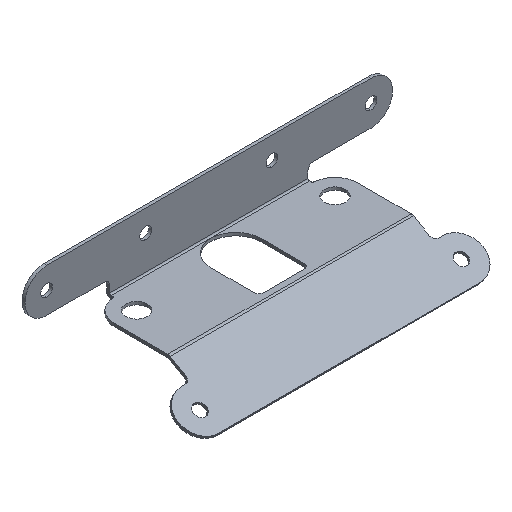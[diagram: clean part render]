
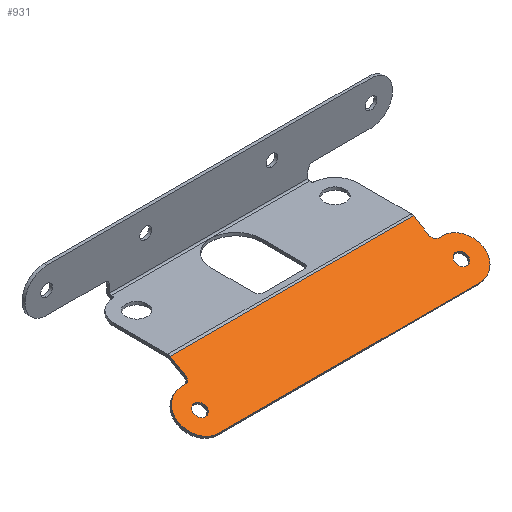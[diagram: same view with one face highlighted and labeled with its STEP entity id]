
A CAD part, isometric view. The second image highlights one B-rep face of the part: STEP entity #931.
In plain terms, the highlighted planar face has unit normal (0, -0.5, 0.866).
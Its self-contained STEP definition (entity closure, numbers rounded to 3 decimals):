
#6 = CARTESIAN_POINT ( 'NONE',  ( -72.5, -78.039, -17.169 ) ) ;
#25 = CARTESIAN_POINT ( 'NONE',  ( -67.5, -54.657, -3.669 ) ) ;
#82 = ORIENTED_EDGE ( 'NONE', *, *, #1181, .T. ) ;
#86 = CARTESIAN_POINT ( 'NONE',  ( 67.5, -45.996, 1.331 ) ) ;
#113 = ORIENTED_EDGE ( 'NONE', *, *, #1177, .T. ) ;
#124 = CARTESIAN_POINT ( 'NONE',  ( 72.5, -67.647, -11.169 ) ) ;
#147 = VERTEX_POINT ( 'NONE', #601 ) ;
#151 = CARTESIAN_POINT ( 'NONE',  ( 67.5, -45.996, 1.331 ) ) ;
#201 = FACE_BOUND ( 'NONE', #335, .T. ) ;
#211 = CARTESIAN_POINT ( 'NONE',  ( 72.5, -70.678, -12.919 ) ) ;
#247 = DIRECTION ( 'NONE',  ( 0., -0.5, 0.866 ) ) ;
#250 = CARTESIAN_POINT ( 'NONE',  ( -72.5, -64.616, -9.419 ) ) ;
#257 = ORIENTED_EDGE ( 'NONE', *, *, #1176, .T. ) ;
#335 = EDGE_LOOP ( 'NONE', ( #649, #675 ) ) ;
#344 = CARTESIAN_POINT ( 'NONE',  ( -67.5, -45.996, 1.331 ) ) ;
#370 = CARTESIAN_POINT ( 'NONE',  ( -70.5, -57.255, -5.169 ) ) ;
#386 = FACE_BOUND ( 'NONE', #1100, .T. ) ;
#400 = CARTESIAN_POINT ( 'NONE',  ( -67.5, -60.548, -7.07 ) ) ;
#423 = CARTESIAN_POINT ( 'NONE',  ( 72.5, -57.255, -5.169 ) ) ;
#501 = CARTESIAN_POINT ( 'NONE',  ( -72.5, -70.678, -12.919 ) ) ;
#507 = VERTEX_POINT ( 'NONE', #1947 ) ;
#512 = CARTESIAN_POINT ( 'NONE',  ( 72.5, -64.616, -9.419 ) ) ;
#514 = VERTEX_POINT ( 'NONE', #25 ) ;
#517 = DIRECTION ( 'NONE',  ( 0., 0.866, 0.5 ) ) ;
#546 = DIRECTION ( 'NONE',  ( -1., 0., 0. ) ) ;
#548 = EDGE_LOOP ( 'NONE', ( #1737, #113, #1735, #257, #1102, #82, #621, #652, #645, #648 ) ) ;
#552 = CARTESIAN_POINT ( 'NONE',  ( 70.5, -54.657, -3.669 ) ) ;
#557 = VERTEX_POINT ( 'NONE', #1952 ) ;
#562 = CARTESIAN_POINT ( 'NONE',  ( 67.5, -45.825, 1.43 ) ) ;
#563 = VERTEX_POINT ( 'NONE', #655 ) ;
#591 = LINE ( 'NONE', #400, #1767 ) ;
#601 = CARTESIAN_POINT ( 'NONE',  ( -72.5, -57.255, -5.169 ) ) ;
#621 = ORIENTED_EDGE ( 'NONE', *, *, #1213, .T. ) ;
#623 = ORIENTED_EDGE ( 'NONE', *, *, #1208, .F. ) ;
#624 = DIRECTION ( 'NONE',  ( 0., -0.866, -0.5 ) ) ;
#641 = DIRECTION ( 'NONE',  ( 0., 0.866, 0.5 ) ) ;
#645 = ORIENTED_EDGE ( 'NONE', *, *, #1113, .T. ) ;
#648 = ORIENTED_EDGE ( 'NONE', *, *, #1033, .F. ) ;
#649 = ORIENTED_EDGE ( 'NONE', *, *, #816, .F. ) ;
#652 = ORIENTED_EDGE ( 'NONE', *, *, #1200, .T. ) ;
#655 = CARTESIAN_POINT ( 'NONE',  ( 70.5, -57.255, -5.169 ) ) ;
#661 = DIRECTION ( 'NONE',  ( 0., 0.866, 0.5 ) ) ;
#667 = DIRECTION ( 'NONE',  ( 0., 0.5, -0.866 ) ) ;
#675 = ORIENTED_EDGE ( 'NONE', *, *, #1219, .F. ) ;
#678 = ORIENTED_EDGE ( 'NONE', *, *, #1061, .F. ) ;
#689 = PLANE ( 'NONE',  #1492 ) ;
#705 = DIRECTION ( 'NONE',  ( 0., 0.5, -0.866 ) ) ;
#714 = DIRECTION ( 'NONE',  ( 0., 0.866, 0.5 ) ) ;
#716 = VERTEX_POINT ( 'NONE', #370 ) ;
#722 = VERTEX_POINT ( 'NONE', #344 ) ;
#723 = DIRECTION ( 'NONE',  ( 0., 0.5, -0.866 ) ) ;
#730 = VERTEX_POINT ( 'NONE', #250 ) ;
#732 = CARTESIAN_POINT ( 'NONE',  ( -70.5, -54.657, -3.669 ) ) ;
#749 = DIRECTION ( 'NONE',  ( 1., 0., 0. ) ) ;
#755 = CARTESIAN_POINT ( 'NONE',  ( 72.5, -78.039, -17.169 ) ) ;
#783 = VERTEX_POINT ( 'NONE', #501 ) ;
#786 = DIRECTION ( 'NONE',  ( 0., -0.5, 0.866 ) ) ;
#787 = CARTESIAN_POINT ( 'NONE',  ( 72.5, -67.647, -11.169 ) ) ;
#808 = VERTEX_POINT ( 'NONE', #423 ) ;
#816 = EDGE_CURVE ( 'NONE', #1223, #1695, #1678, .T. ) ;
#877 = DIRECTION ( 'NONE',  ( 0., 0.866, 0.5 ) ) ;
#888 = CARTESIAN_POINT ( 'NONE',  ( 72.5, -57.255, -5.169 ) ) ;
#899 = CIRCLE ( 'NONE', #1817, 12. ) ;
#903 = VECTOR ( 'NONE', #1290, 1000. ) ;
#911 = CIRCLE ( 'NONE', #1815, 3. ) ;
#916 = LINE ( 'NONE', #1286, #903 ) ;
#931 = ADVANCED_FACE ( 'NONE', ( #1103, #201, #386 ), #689, .F. ) ;
#938 = CIRCLE ( 'NONE', #1803, 12. ) ;
#942 = DIRECTION ( 'NONE',  ( 0., 0.866, 0.5 ) ) ;
#948 = LINE ( 'NONE', #755, #979 ) ;
#955 = CIRCLE ( 'NONE', #1866, 3.5 ) ;
#959 = CIRCLE ( 'NONE', #1863, 3. ) ;
#979 = VECTOR ( 'NONE', #749, 1000. ) ;
#995 = DIRECTION ( 'NONE',  ( 0., 0.866, 0.5 ) ) ;
#997 = VECTOR ( 'NONE', #546, 1000. ) ;
#1011 = LINE ( 'NONE', #888, #997 ) ;
#1019 = DIRECTION ( 'NONE',  ( 0., -0.5, 0.866 ) ) ;
#1032 = CIRCLE ( 'NONE', #1886, 3.5 ) ;
#1033 = EDGE_CURVE ( 'NONE', #722, #1700, #1419, .T. ) ;
#1046 = CARTESIAN_POINT ( 'NONE',  ( 72.5, -67.647, -11.169 ) ) ;
#1050 = DIRECTION ( 'NONE',  ( 0., -0.5, 0.866 ) ) ;
#1056 = CARTESIAN_POINT ( 'NONE',  ( 67.5, -45.825, 1.43 ) ) ;
#1061 = EDGE_CURVE ( 'NONE', #730, #783, #1118, .T. ) ;
#1100 = EDGE_LOOP ( 'NONE', ( #678, #623 ) ) ;
#1102 = ORIENTED_EDGE ( 'NONE', *, *, #1207, .T. ) ;
#1103 = FACE_OUTER_BOUND ( 'NONE', #548, .T. ) ;
#1110 = EDGE_CURVE ( 'NONE', #722, #514, #591, .T. ) ;
#1113 = EDGE_CURVE ( 'NONE', #507, #1700, #1748, .T. ) ;
#1118 = CIRCLE ( 'NONE', #1730, 3.5 ) ;
#1148 = CARTESIAN_POINT ( 'NONE',  ( -72.5, -67.647, -11.169 ) ) ;
#1166 = DIRECTION ( 'NONE',  ( 0., 0.866, 0.5 ) ) ;
#1176 = EDGE_CURVE ( 'NONE', #147, #1779, #938, .T. ) ;
#1177 = EDGE_CURVE ( 'NONE', #514, #716, #911, .T. ) ;
#1181 = EDGE_CURVE ( 'NONE', #557, #808, #899, .T. ) ;
#1182 = EDGE_CURVE ( 'NONE', #716, #147, #916, .T. ) ;
#1185 = DIRECTION ( 'NONE',  ( 1., 0., 0. ) ) ;
#1200 = EDGE_CURVE ( 'NONE', #563, #507, #959, .T. ) ;
#1203 = VECTOR ( 'NONE', #942, 1000. ) ;
#1207 = EDGE_CURVE ( 'NONE', #1779, #557, #948, .T. ) ;
#1208 = EDGE_CURVE ( 'NONE', #783, #730, #955, .T. ) ;
#1213 = EDGE_CURVE ( 'NONE', #808, #563, #1011, .T. ) ;
#1219 = EDGE_CURVE ( 'NONE', #1695, #1223, #1032, .T. ) ;
#1223 = VERTEX_POINT ( 'NONE', #512 ) ;
#1281 = DIRECTION ( 'NONE',  ( 0., 0.866, 0.5 ) ) ;
#1286 = CARTESIAN_POINT ( 'NONE',  ( 72.5, -57.255, -5.169 ) ) ;
#1290 = DIRECTION ( 'NONE',  ( -1., 0., 0. ) ) ;
#1320 = DIRECTION ( 'NONE',  ( 0., -0.5, 0.866 ) ) ;
#1323 = CARTESIAN_POINT ( 'NONE',  ( -72.5, -67.647, -11.169 ) ) ;
#1325 = DIRECTION ( 'NONE',  ( 0., -0.5, 0.866 ) ) ;
#1365 = AXIS2_PLACEMENT_3D ( 'NONE', #1046, #1019, #877 ) ;
#1370 = CARTESIAN_POINT ( 'NONE',  ( -72.5, -67.647, -11.169 ) ) ;
#1419 = LINE ( 'NONE', #151, #1429 ) ;
#1429 = VECTOR ( 'NONE', #1185, 1000. ) ;
#1492 = AXIS2_PLACEMENT_3D ( 'NONE', #1056, #667, #661 ) ;
#1678 = CIRCLE ( 'NONE', #1365, 3.5 ) ;
#1695 = VERTEX_POINT ( 'NONE', #211 ) ;
#1700 = VERTEX_POINT ( 'NONE', #86 ) ;
#1730 = AXIS2_PLACEMENT_3D ( 'NONE', #1370, #1325, #1981 ) ;
#1735 = ORIENTED_EDGE ( 'NONE', *, *, #1182, .T. ) ;
#1737 = ORIENTED_EDGE ( 'NONE', *, *, #1110, .T. ) ;
#1748 = LINE ( 'NONE', #562, #1203 ) ;
#1767 = VECTOR ( 'NONE', #624, 1000. ) ;
#1779 = VERTEX_POINT ( 'NONE', #6 ) ;
#1803 = AXIS2_PLACEMENT_3D ( 'NONE', #1148, #1050, #995 ) ;
#1815 = AXIS2_PLACEMENT_3D ( 'NONE', #732, #723, #1166 ) ;
#1817 = AXIS2_PLACEMENT_3D ( 'NONE', #124, #247, #714 ) ;
#1863 = AXIS2_PLACEMENT_3D ( 'NONE', #552, #705, #641 ) ;
#1866 = AXIS2_PLACEMENT_3D ( 'NONE', #1323, #1320, #1281 ) ;
#1886 = AXIS2_PLACEMENT_3D ( 'NONE', #787, #786, #517 ) ;
#1947 = CARTESIAN_POINT ( 'NONE',  ( 67.5, -54.657, -3.669 ) ) ;
#1952 = CARTESIAN_POINT ( 'NONE',  ( 72.5, -78.039, -17.169 ) ) ;
#1981 = DIRECTION ( 'NONE',  ( 0., 0.866, 0.5 ) ) ;
